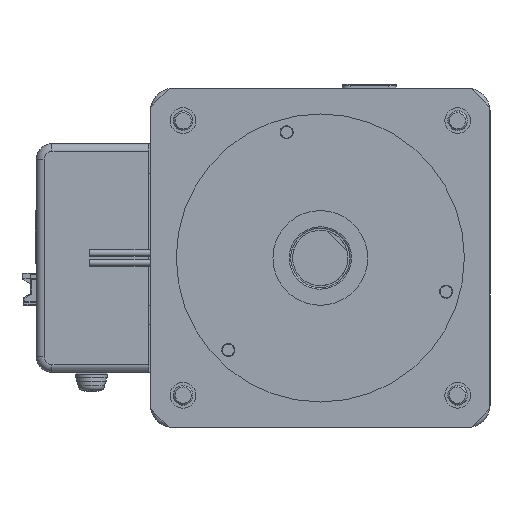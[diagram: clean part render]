
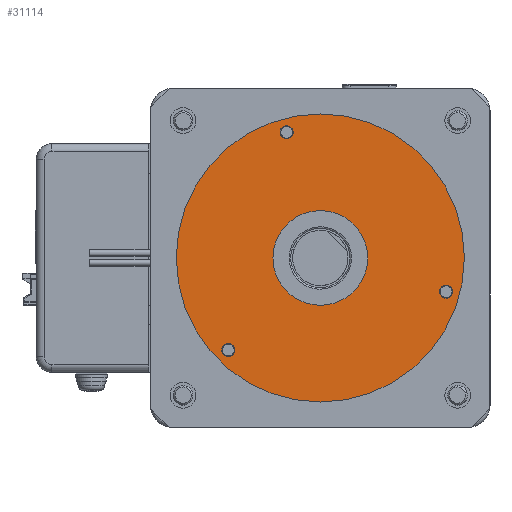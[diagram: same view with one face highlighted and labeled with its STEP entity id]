
A CAD part, left-side view. The second image highlights one B-rep face of the part: STEP entity #31114.
In plain terms, the highlighted face is planar.
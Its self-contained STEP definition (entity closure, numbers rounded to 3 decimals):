
#4693 = EDGE_CURVE ( 'NONE', #123686, #123686, #27258, .T. ) ;
#6520 = AXIS2_PLACEMENT_3D ( 'NONE', #101052, #33811, #20593 ) ;
#7855 = DIRECTION ( 'NONE',  ( 0., 0., -1. ) ) ;
#7868 = ORIENTED_EDGE ( 'NONE', *, *, #4693, .T. ) ;
#11450 = DIRECTION ( 'NONE',  ( 0., 0., -1. ) ) ;
#15803 = CARTESIAN_POINT ( 'NONE',  ( -31.876, -8.541, 60. ) ) ;
#20136 = CARTESIAN_POINT ( 'NONE',  ( 36.5, 0., 60. ) ) ;
#20593 = DIRECTION ( 'NONE',  ( 1., 0., 0. ) ) ;
#21188 = EDGE_CURVE ( 'NONE', #91299, #91299, #176031, .T. ) ;
#22782 = CARTESIAN_POINT ( 'NONE',  ( 23.335, -23.335, 60. ) ) ;
#24163 = EDGE_LOOP ( 'NONE', ( #95620 ) ) ;
#26933 = VERTEX_POINT ( 'NONE', #20136 ) ;
#27258 = CIRCLE ( 'NONE', #88133, 1.65 ) ;
#30957 = CARTESIAN_POINT ( 'NONE',  ( 21.685, -23.335, 60. ) ) ;
#31114 = ADVANCED_FACE ( 'NONE', ( #176029, #156617, #104905, #55351, #42222 ), #61424, .T. ) ;
#33188 = DIRECTION ( 'NONE',  ( 1., 0., 0. ) ) ;
#33811 = DIRECTION ( 'NONE',  ( 0., 0., 1. ) ) ;
#41014 = EDGE_CURVE ( 'NONE', #26933, #26933, #174657, .T. ) ;
#42222 = FACE_BOUND ( 'NONE', #152658, .T. ) ;
#43362 = DIRECTION ( 'NONE',  ( 0., 0., -1. ) ) ;
#48718 = CIRCLE ( 'NONE', #68435, 1.65 ) ;
#55351 = FACE_BOUND ( 'NONE', #94220, .T. ) ;
#56154 = EDGE_LOOP ( 'NONE', ( #56205 ) ) ;
#56205 = ORIENTED_EDGE ( 'NONE', *, *, #21188, .T. ) ;
#61424 = PLANE ( 'NONE',  #6520 ) ;
#67613 = VERTEX_POINT ( 'NONE', #134723 ) ;
#68435 = AXIS2_PLACEMENT_3D ( 'NONE', #15803, #43362, #112972 ) ;
#71553 = ORIENTED_EDGE ( 'NONE', *, *, #156722, .T. ) ;
#73043 = CARTESIAN_POINT ( 'NONE',  ( 6.891, 31.876, 60. ) ) ;
#76933 = CARTESIAN_POINT ( 'NONE',  ( 0., 0., 60. ) ) ;
#88133 = AXIS2_PLACEMENT_3D ( 'NONE', #22782, #7855, #118205 ) ;
#91299 = VERTEX_POINT ( 'NONE', #73043 ) ;
#94220 = EDGE_LOOP ( 'NONE', ( #7868 ) ) ;
#95620 = ORIENTED_EDGE ( 'NONE', *, *, #41014, .T. ) ;
#95934 = EDGE_CURVE ( 'NONE', #67613, #67613, #48718, .T. ) ;
#98173 = EDGE_LOOP ( 'NONE', ( #71553 ) ) ;
#99213 = DIRECTION ( 'NONE',  ( 0., 0., 1. ) ) ;
#101052 = CARTESIAN_POINT ( 'NONE',  ( 0., 0., 60. ) ) ;
#103893 = DIRECTION ( 'NONE',  ( -1., 0., 0. ) ) ;
#104905 = FACE_BOUND ( 'NONE', #56154, .T. ) ;
#112972 = DIRECTION ( 'NONE',  ( -1., 0., 0. ) ) ;
#117530 = CIRCLE ( 'NONE', #175757, 12. ) ;
#118205 = DIRECTION ( 'NONE',  ( -1., 0., 0. ) ) ;
#121638 = AXIS2_PLACEMENT_3D ( 'NONE', #174126, #146533, #103893 ) ;
#123686 = VERTEX_POINT ( 'NONE', #30957 ) ;
#134723 = CARTESIAN_POINT ( 'NONE',  ( -33.526, -8.541, 60. ) ) ;
#137603 = AXIS2_PLACEMENT_3D ( 'NONE', #155638, #99213, #33188 ) ;
#138799 = CARTESIAN_POINT ( 'NONE',  ( -12., 0., 60. ) ) ;
#146533 = DIRECTION ( 'NONE',  ( 0., 0., -1. ) ) ;
#152634 = ORIENTED_EDGE ( 'NONE', *, *, #95934, .T. ) ;
#152658 = EDGE_LOOP ( 'NONE', ( #152634 ) ) ;
#155638 = CARTESIAN_POINT ( 'NONE',  ( 0., 0., 60. ) ) ;
#156617 = FACE_BOUND ( 'NONE', #98173, .T. ) ;
#156722 = EDGE_CURVE ( 'NONE', #157634, #157634, #117530, .T. ) ;
#157634 = VERTEX_POINT ( 'NONE', #138799 ) ;
#162034 = DIRECTION ( 'NONE',  ( -1., 0., 0. ) ) ;
#174126 = CARTESIAN_POINT ( 'NONE',  ( 8.541, 31.876, 60. ) ) ;
#174657 = CIRCLE ( 'NONE', #137603, 36.5 ) ;
#175757 = AXIS2_PLACEMENT_3D ( 'NONE', #76933, #11450, #162034 ) ;
#176029 = FACE_OUTER_BOUND ( 'NONE', #24163, .T. ) ;
#176031 = CIRCLE ( 'NONE', #121638, 1.65 ) ;
